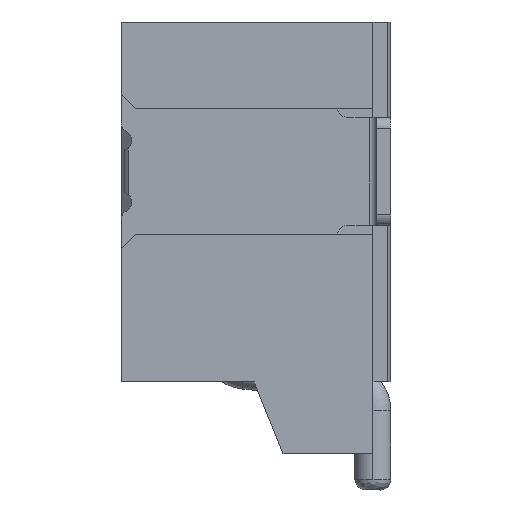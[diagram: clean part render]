
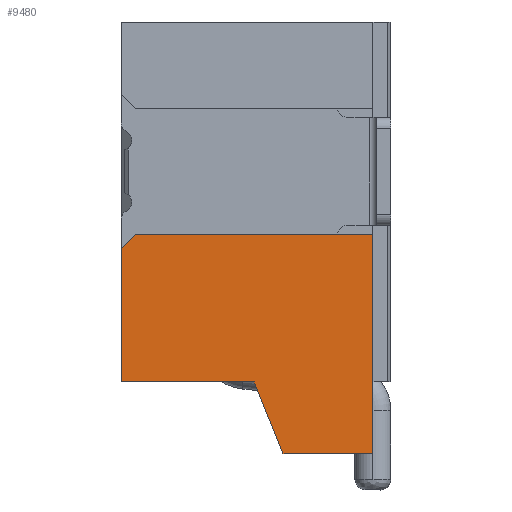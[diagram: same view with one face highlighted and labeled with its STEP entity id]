
A CAD part, left-side view. The second image highlights one B-rep face of the part: STEP entity #9480.
In plain terms, the highlighted planar face has unit normal (-1, 0, 0).
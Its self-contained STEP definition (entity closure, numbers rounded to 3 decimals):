
#26=DIRECTION('',(0.,1.,0.));
#27=VECTOR('',#26,1.85);
#28=CARTESIAN_POINT('',(311.355,-58.605,-5.5));
#29=LINE('',#28,#27);
#426=DIRECTION('',(0.,0.,1.));
#427=VECTOR('',#426,1.85);
#428=CARTESIAN_POINT('',(311.355,-56.755,-5.5));
#429=LINE('',#428,#427);
#2058=DIRECTION('',(0.,1.,0.));
#2059=VECTOR('',#2058,3.3);
#2060=CARTESIAN_POINT('',(311.355,-60.255,
-3.45));
#2061=LINE('',#2060,#2059);
#2062=DIRECTION('',(0.,0.,1.));
#2063=VECTOR('',#2062,3.05);
#2064=CARTESIAN_POINT('',(311.355,-60.255,
-6.5));
#2065=LINE('',#2064,#2063);
#2066=DIRECTION('',(0.,-1.,0.));
#2067=VECTOR('',#2066,1.25);
#2068=CARTESIAN_POINT('',(311.355,-59.005,
-6.5));
#2069=LINE('',#2068,#2067);
#2070=DIRECTION('',(0.,-0.371,-0.928));
#2071=VECTOR('',#2070,1.077);
#2072=CARTESIAN_POINT('',(311.355,-58.605,-5.5));
#2073=LINE('',#2072,#2071);
#2074=DIRECTION('',(0.,0.707,-0.707));
#2075=VECTOR('',#2074,0.283);
#2076=CARTESIAN_POINT('',(311.355,-56.955,
-3.45));
#2077=LINE('',#2076,#2075);
#5106=CARTESIAN_POINT('',(311.355,-60.255,
-6.5));
#5107=CARTESIAN_POINT('',(311.355,-60.255,
-3.45));
#5108=VERTEX_POINT('',#5106);
#5109=VERTEX_POINT('',#5107);
#5110=CARTESIAN_POINT('',(311.355,-59.005,
-6.5));
#5111=VERTEX_POINT('',#5110);
#5112=CARTESIAN_POINT('',(311.355,-58.605,-5.5));
#5113=VERTEX_POINT('',#5112);
#5114=CARTESIAN_POINT('',(311.355,-56.755,-5.5));
#5115=VERTEX_POINT('',#5114);
#5116=CARTESIAN_POINT('',(311.355,-56.755,
-3.65));
#5117=VERTEX_POINT('',#5116);
#5118=CARTESIAN_POINT('',(311.355,-56.955,
-3.45));
#5119=VERTEX_POINT('',#5118);
#9463=CARTESIAN_POINT('',(311.355,-56.755,0.));
#9464=DIRECTION('',(-1.,0.,0.));
#9465=DIRECTION('',(0.,1.,0.));
#9466=AXIS2_PLACEMENT_3D('',#9463,#9464,#9465);
#9467=PLANE('',#9466);
#9468=ORIENTED_EDGE('',*,*,#9444,.F.);
#9470=ORIENTED_EDGE('',*,*,#9469,.F.);
#9472=ORIENTED_EDGE('',*,*,#9471,.F.);
#9474=ORIENTED_EDGE('',*,*,#9473,.F.);
#9475=ORIENTED_EDGE('',*,*,#6249,.T.);
#9476=ORIENTED_EDGE('',*,*,#6533,.T.);
#9477=ORIENTED_EDGE('',*,*,#9455,.F.);
#9478=EDGE_LOOP('',(#9468,#9470,#9472,#9474,#9475,#9476,#9477));
#9479=FACE_OUTER_BOUND('',#9478,.F.);
#6249=EDGE_CURVE('',#5113,#5115,#29,.T.);
#6533=EDGE_CURVE('',#5115,#5117,#429,.T.);
#9444=EDGE_CURVE('',#5109,#5119,#2061,.T.);
#9455=EDGE_CURVE('',#5119,#5117,#2077,.T.);
#9469=EDGE_CURVE('',#5108,#5109,#2065,.T.);
#9471=EDGE_CURVE('',#5111,#5108,#2069,.T.);
#9473=EDGE_CURVE('',#5113,#5111,#2073,.T.);
#9480=ADVANCED_FACE('',(#9479),#9467,.T.);
